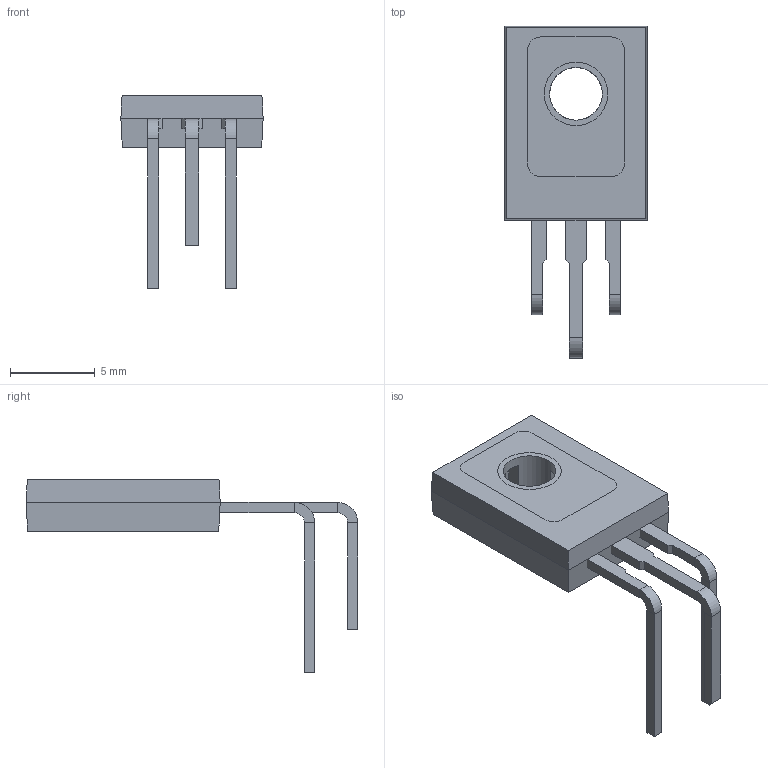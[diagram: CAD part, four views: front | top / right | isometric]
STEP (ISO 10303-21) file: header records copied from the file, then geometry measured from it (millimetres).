
FILE_DESCRIPTION(('STEP AP214'), '1');
FILE_NAME('TO-225AA-HF', '2016-03-12T19:41:02', ('Nobody'), (''), 'ASCON STEP Converter 1.3', 'ASCON Math Kernel', '');
FILE_SCHEMA(('AUTOMOTIVE_DESIGN { 1 0 10303 214 3 1 1}'));
Length unit declared in the file: millimetre
Bounding box: 8.38 x 19.54 x 11.36 mm (x, y, z)
Volume: 277.3 mm3; surface area: 570.5 mm2
Topology: 5 solids, 5 shells, 95 faces, 233 edges, 144 vertices
Faces by surface type: plane 75, cylinder 20
Full cylindrical faces by diameter (mm): 3.1 x1, 3.75 x2
Entity records: 3580 total; most frequent: DIRECTION 474, CARTESIAN_POINT 470, ORIENTED_EDGE 460, EDGE_CURVE 230, LINE 178, VECTOR 178, AXIS2_PLACEMENT_3D 148, VERTEX_POINT 144
